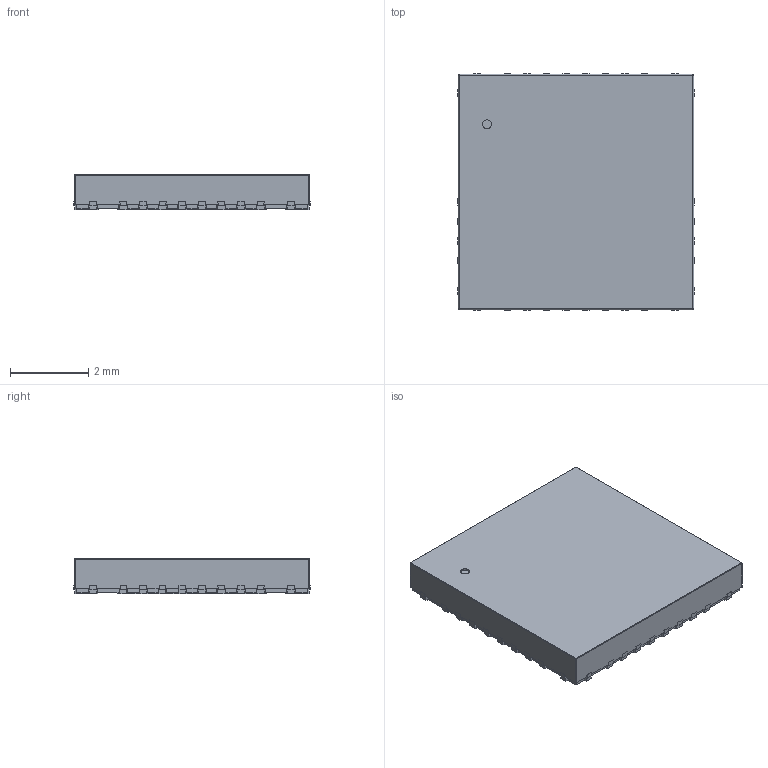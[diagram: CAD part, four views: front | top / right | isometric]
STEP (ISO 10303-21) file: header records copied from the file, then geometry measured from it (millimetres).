
FILE_DESCRIPTION(/* description */ ('Unknown'),/* implementation_level */ '2;1');
FILE_NAME(/* name */ 'VN9D5D20FNTR',/* time_stamp */ '2024-06-20T12:12:14+02:00',/* author */ ('Unknown'),/* organization */ ('Unknown'),/* preprocessor_version */ 'ST-DEVELOPER v18.102',/* originating_system */ 'Solid Edge',/* authorisation */ 'Unknown');
FILE_SCHEMA (('AUTOMOTIVE_DESIGN {1 0 10303 214 3 1 1}'));
Length unit declared in the file: millimetre
Products named in the file (1): VN9D5D20FNTR
Bounding box: 6.02 x 6.02 x 0.9 mm (x, y, z)
Volume: 31.9 mm3; surface area: 95 mm2
Topology: 1 solids, 1 shells, 559 faces, 1657 edges, 1098 vertices
Faces by surface type: plane 471, cylinder 84, sphere 4
Full cylindrical faces by diameter (mm): 0.228 x1
Entity records: 22365 total; most frequent: CARTESIAN_POINT 3310, ORIENTED_EDGE 3304, DIRECTION 2954, EDGE_CURVE 1652, LINE 1470, VECTOR 1470, VERTEX_POINT 1098, AXIS2_PLACEMENT_3D 742
